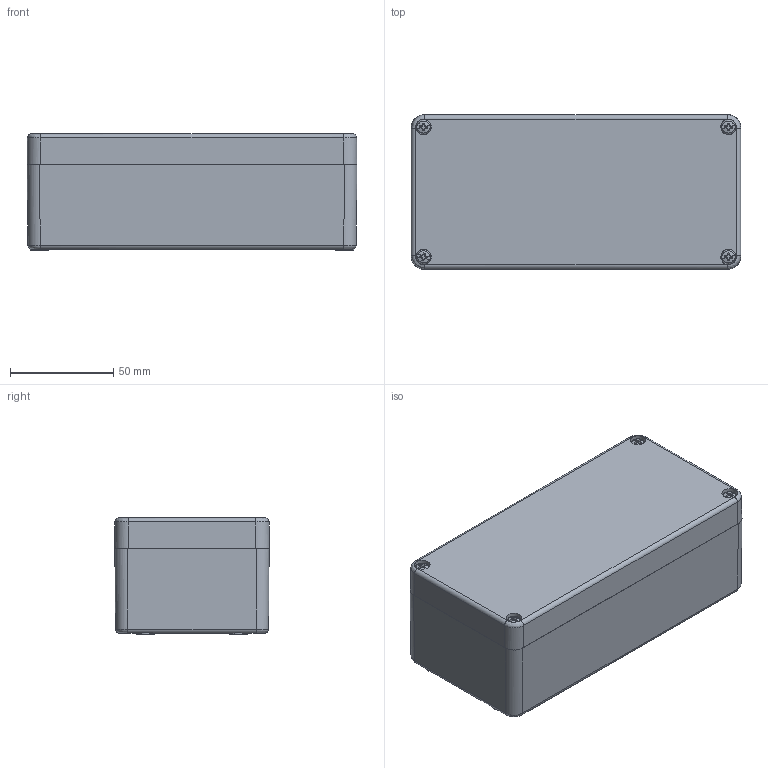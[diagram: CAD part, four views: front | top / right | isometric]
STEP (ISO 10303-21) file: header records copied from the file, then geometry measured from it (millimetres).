
FILE_DESCRIPTION (( 'STEP AP214' ), '1' );
FILE_NAME ('1590ZGRP083BK.STEP', '2021-09-09T10:45:24', ( '' ), ( '' ), 'SwSTEP 2.0', 'SolidWorks 2021', '' );
FILE_SCHEMA (( 'AUTOMOTIVE_DESIGN' ));
Length unit declared in the file: inch
Products named in the file (1): 1590ZGRP083BK
Bounding box: 160 x 75 x 56.5 mm (x, y, z)
Volume: 236391.9 mm3; surface area: 106368.7 mm2
Topology: 7 solids, 7 shells, 421 faces, 1051 edges, 677 vertices
Faces by surface type: plane 213, cylinder 80, cone 76, bspline 52
Full cylindrical faces by diameter (mm): 2.459 x4, 3.2 x6, 3.242 x6, 3.48 x4, 3.85 x4, 4.1 x4, 4.5 x4, 5 x4, 6.9 x4, 7.5 x4, 9 x4
Entity records: 13868 total; most frequent: CARTESIAN_POINT 4394, ORIENTED_EDGE 1914, DIRECTION 1826, EDGE_CURVE 957, AXIS2_PLACEMENT_3D 687, VERTEX_POINT 661, EDGE_LOOP 550, FACE_OUTER_BOUND 491
